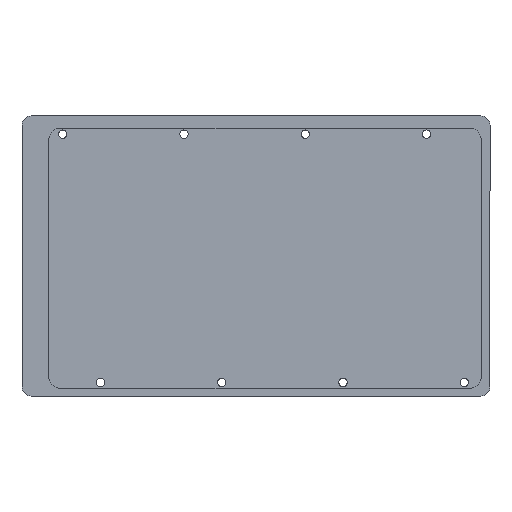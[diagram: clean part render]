
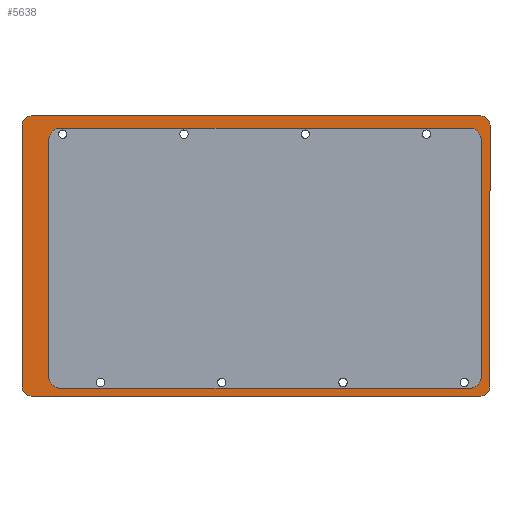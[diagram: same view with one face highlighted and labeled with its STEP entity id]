
A CAD part, front view. The second image highlights one B-rep face of the part: STEP entity #5638.
In plain terms, the highlighted planar face has unit normal (0, -1, 0).
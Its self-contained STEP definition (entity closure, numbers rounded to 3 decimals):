
#214 = DIRECTION ( 'NONE',  ( 0., 0., -1. ) ) ;
#250 = DIRECTION ( 'NONE',  ( 0., 0., -1. ) ) ;
#362 = CARTESIAN_POINT ( 'NONE',  ( 141.131, 2., 84.65 ) ) ;
#1007 = DIRECTION ( 'NONE',  ( 0., 0., -1. ) ) ;
#1079 = ORIENTED_EDGE ( 'NONE', *, *, #20413, .F. ) ;
#1211 = EDGE_LOOP ( 'NONE', ( #17105, #1079, #17703, #12103, #19846, #1600, #8049, #1441 ) ) ;
#1304 = DIRECTION ( 'NONE',  ( 0., 0., -1. ) ) ;
#1441 = ORIENTED_EDGE ( 'NONE', *, *, #11216, .F. ) ;
#1531 = DIRECTION ( 'NONE',  ( 0., 1., 0. ) ) ;
#1536 = CARTESIAN_POINT ( 'NONE',  ( 141.131, 2., 84.65 ) ) ;
#1600 = ORIENTED_EDGE ( 'NONE', *, *, #3448, .F. ) ;
#1689 = ORIENTED_EDGE ( 'NONE', *, *, #16474, .T. ) ;
#1844 = CARTESIAN_POINT ( 'NONE',  ( -137.15, 2., 76.65 ) ) ;
#1886 = VECTOR ( 'NONE', #20419, 1000. ) ;
#1887 = CARTESIAN_POINT ( 'NONE',  ( -137.15, 2., -79.65 ) ) ;
#2241 = CIRCLE ( 'NONE', #5756, 8. ) ;
#2267 = FACE_OUTER_BOUND ( 'NONE', #3970, .T. ) ;
#2390 = CARTESIAN_POINT ( 'NONE',  ( -129.15, 2., -87.65 ) ) ;
#2947 = CARTESIAN_POINT ( 'NONE',  ( -148.85, 2., 86.65 ) ) ;
#2952 = CARTESIAN_POINT ( 'NONE',  ( -148.85, 2., 92.65 ) ) ;
#2954 = EDGE_CURVE ( 'NONE', #18305, #21009, #4669, .T. ) ;
#3081 = DIRECTION ( 'NONE',  ( 1., 0., 0. ) ) ;
#3448 = EDGE_CURVE ( 'NONE', #9328, #4946, #13755, .T. ) ;
#3488 = LINE ( 'NONE', #6679, #16273 ) ;
#3894 = EDGE_CURVE ( 'NONE', #7439, #21009, #11892, .T. ) ;
#3929 = VECTOR ( 'NONE', #16167, 1000. ) ;
#3970 = EDGE_LOOP ( 'NONE', ( #19319, #16257, #17616, #6907, #1689, #8399, #14485, #18601 ) ) ;
#4161 = DIRECTION ( 'NONE',  ( 0., 0., -1. ) ) ;
#4308 = AXIS2_PLACEMENT_3D ( 'NONE', #2947, #1531, #19647 ) ;
#4363 = CARTESIAN_POINT ( 'NONE',  ( -129.15, 2., -87.65 ) ) ;
#4405 = VERTEX_POINT ( 'NONE', #20309 ) ;
#4669 = CIRCLE ( 'NONE', #4308, 6. ) ;
#4732 = LINE ( 'NONE', #18053, #6404 ) ;
#4900 = CARTESIAN_POINT ( 'NONE',  ( -129.15, 2., 84.65 ) ) ;
#4924 = CARTESIAN_POINT ( 'NONE',  ( 149.131, 2., -79.65 ) ) ;
#4946 = VERTEX_POINT ( 'NONE', #4363 ) ;
#5272 = VERTEX_POINT ( 'NONE', #4924 ) ;
#5638 = ADVANCED_FACE ( 'NONE', ( #2267, #19368 ), #17970, .T. ) ;
#5678 = DIRECTION ( 'NONE',  ( 0., -1., 0. ) ) ;
#5756 = AXIS2_PLACEMENT_3D ( 'NONE', #19252, #9652, #16314 ) ;
#5851 = LINE ( 'NONE', #12091, #6048 ) ;
#5909 = CARTESIAN_POINT ( 'NONE',  ( 141.131, 2., -79.65 ) ) ;
#6048 = VECTOR ( 'NONE', #12193, 1000. ) ;
#6090 = AXIS2_PLACEMENT_3D ( 'NONE', #10580, #5678, #12232 ) ;
#6336 = DIRECTION ( 'NONE',  ( 0., 1., 0. ) ) ;
#6359 = LINE ( 'NONE', #1536, #3929 ) ;
#6404 = VECTOR ( 'NONE', #3081, 1000. ) ;
#6679 = CARTESIAN_POINT ( 'NONE',  ( -154.85, 2., -92.65 ) ) ;
#6894 = AXIS2_PLACEMENT_3D ( 'NONE', #12390, #7366, #1007 ) ;
#6907 = ORIENTED_EDGE ( 'NONE', *, *, #2954, .F. ) ;
#6915 = LINE ( 'NONE', #7328, #1886 ) ;
#6964 = DIRECTION ( 'NONE',  ( 0., 1., 0. ) ) ;
#7075 = VERTEX_POINT ( 'NONE', #362 ) ;
#7138 = VECTOR ( 'NONE', #13410, 1000. ) ;
#7189 = LINE ( 'NONE', #13845, #15882 ) ;
#7302 = DIRECTION ( 'NONE',  ( 0., -1., 0. ) ) ;
#7318 = DIRECTION ( 'NONE',  ( 1., 0., 0. ) ) ;
#7328 = CARTESIAN_POINT ( 'NONE',  ( 149.131, 2., -79.65 ) ) ;
#7366 = DIRECTION ( 'NONE',  ( 0., 1., 0. ) ) ;
#7439 = VERTEX_POINT ( 'NONE', #16224 ) ;
#7691 = DIRECTION ( 'NONE',  ( 0., 0., -1. ) ) ;
#7756 = AXIS2_PLACEMENT_3D ( 'NONE', #10507, #15217, #250 ) ;
#8049 = ORIENTED_EDGE ( 'NONE', *, *, #14506, .F. ) ;
#8399 = ORIENTED_EDGE ( 'NONE', *, *, #17863, .F. ) ;
#8638 = EDGE_CURVE ( 'NONE', #7439, #8878, #9875, .T. ) ;
#8644 = AXIS2_PLACEMENT_3D ( 'NONE', #5909, #17704, #1304 ) ;
#8834 = CARTESIAN_POINT ( 'NONE',  ( 141.131, 2., -87.65 ) ) ;
#8878 = VERTEX_POINT ( 'NONE', #17518 ) ;
#8926 = EDGE_CURVE ( 'NONE', #13465, #8878, #5851, .T. ) ;
#8948 = CARTESIAN_POINT ( 'NONE',  ( 0., 2., 0. ) ) ;
#9137 = CARTESIAN_POINT ( 'NONE',  ( -154.85, 2., 86.65 ) ) ;
#9328 = VERTEX_POINT ( 'NONE', #1887 ) ;
#9447 = VERTEX_POINT ( 'NONE', #20120 ) ;
#9652 = DIRECTION ( 'NONE',  ( 0., -1., 0. ) ) ;
#9875 = CIRCLE ( 'NONE', #13000, 6. ) ;
#9900 = EDGE_CURVE ( 'NONE', #4405, #17274, #4732, .T. ) ;
#10096 = EDGE_CURVE ( 'NONE', #5272, #9447, #6915, .T. ) ;
#10318 = VERTEX_POINT ( 'NONE', #4900 ) ;
#10507 = CARTESIAN_POINT ( 'NONE',  ( 141.131, 2., 76.65 ) ) ;
#10580 = CARTESIAN_POINT ( 'NONE',  ( -129.15, 2., -79.65 ) ) ;
#11085 = VECTOR ( 'NONE', #7318, 1000. ) ;
#11216 = EDGE_CURVE ( 'NONE', #10318, #16639, #2241, .T. ) ;
#11239 = CIRCLE ( 'NONE', #7756, 8. ) ;
#11892 = LINE ( 'NONE', #18762, #7138 ) ;
#12091 = CARTESIAN_POINT ( 'NONE',  ( 154.85, 2., -92.65 ) ) ;
#12103 = ORIENTED_EDGE ( 'NONE', *, *, #17590, .F. ) ;
#12193 = DIRECTION ( 'NONE',  ( 0., 0., 1. ) ) ;
#12232 = DIRECTION ( 'NONE',  ( 0., 0., -1. ) ) ;
#12390 = CARTESIAN_POINT ( 'NONE',  ( -148.85, 2., -86.65 ) ) ;
#12442 = AXIS2_PLACEMENT_3D ( 'NONE', #20357, #6964, #20153 ) ;
#13000 = AXIS2_PLACEMENT_3D ( 'NONE', #16591, #6336, #4161 ) ;
#13118 = CARTESIAN_POINT ( 'NONE',  ( 154.85, 2., -86.65 ) ) ;
#13244 = CARTESIAN_POINT ( 'NONE',  ( 148.85, 2., -92.65 ) ) ;
#13410 = DIRECTION ( 'NONE',  ( -1., 0., 0. ) ) ;
#13465 = VERTEX_POINT ( 'NONE', #13118 ) ;
#13755 = CIRCLE ( 'NONE', #6090, 8. ) ;
#13845 = CARTESIAN_POINT ( 'NONE',  ( -137.15, 2., 76.65 ) ) ;
#14175 = CIRCLE ( 'NONE', #12442, 6. ) ;
#14259 = DIRECTION ( 'NONE',  ( 0., 0., -1. ) ) ;
#14485 = ORIENTED_EDGE ( 'NONE', *, *, #9900, .T. ) ;
#14506 = EDGE_CURVE ( 'NONE', #16639, #9328, #7189, .T. ) ;
#14898 = CIRCLE ( 'NONE', #8644, 8. ) ;
#15217 = DIRECTION ( 'NONE',  ( 0., -1., 0. ) ) ;
#15512 = VERTEX_POINT ( 'NONE', #8834 ) ;
#15882 = VECTOR ( 'NONE', #14259, 1000. ) ;
#16019 = EDGE_CURVE ( 'NONE', #13465, #17274, #14175, .T. ) ;
#16167 = DIRECTION ( 'NONE',  ( -1., 0., 0. ) ) ;
#16224 = CARTESIAN_POINT ( 'NONE',  ( 148.85, 2., 92.65 ) ) ;
#16257 = ORIENTED_EDGE ( 'NONE', *, *, #8638, .F. ) ;
#16273 = VECTOR ( 'NONE', #214, 1000. ) ;
#16314 = DIRECTION ( 'NONE',  ( 0., 0., -1. ) ) ;
#16474 = EDGE_CURVE ( 'NONE', #18305, #20843, #3488, .T. ) ;
#16591 = CARTESIAN_POINT ( 'NONE',  ( 148.85, 2., 86.65 ) ) ;
#16639 = VERTEX_POINT ( 'NONE', #1844 ) ;
#17105 = ORIENTED_EDGE ( 'NONE', *, *, #20834, .F. ) ;
#17274 = VERTEX_POINT ( 'NONE', #13244 ) ;
#17518 = CARTESIAN_POINT ( 'NONE',  ( 154.85, 2., 86.65 ) ) ;
#17590 = EDGE_CURVE ( 'NONE', #15512, #5272, #14898, .T. ) ;
#17616 = ORIENTED_EDGE ( 'NONE', *, *, #3894, .T. ) ;
#17703 = ORIENTED_EDGE ( 'NONE', *, *, #10096, .F. ) ;
#17704 = DIRECTION ( 'NONE',  ( 0., -1., 0. ) ) ;
#17863 = EDGE_CURVE ( 'NONE', #4405, #20843, #20119, .T. ) ;
#17970 = PLANE ( 'NONE',  #20720 ) ;
#18053 = CARTESIAN_POINT ( 'NONE',  ( -154.85, 2., -92.65 ) ) ;
#18305 = VERTEX_POINT ( 'NONE', #9137 ) ;
#18601 = ORIENTED_EDGE ( 'NONE', *, *, #16019, .F. ) ;
#18762 = CARTESIAN_POINT ( 'NONE',  ( -154.85, 2., 92.65 ) ) ;
#19252 = CARTESIAN_POINT ( 'NONE',  ( -129.15, 2., 76.65 ) ) ;
#19305 = LINE ( 'NONE', #2390, #11085 ) ;
#19319 = ORIENTED_EDGE ( 'NONE', *, *, #8926, .T. ) ;
#19368 = FACE_BOUND ( 'NONE', #1211, .T. ) ;
#19496 = EDGE_CURVE ( 'NONE', #4946, #15512, #19305, .T. ) ;
#19647 = DIRECTION ( 'NONE',  ( 0., 0., -1. ) ) ;
#19765 = CARTESIAN_POINT ( 'NONE',  ( -154.85, 2., -86.65 ) ) ;
#19846 = ORIENTED_EDGE ( 'NONE', *, *, #19496, .F. ) ;
#20119 = CIRCLE ( 'NONE', #6894, 6. ) ;
#20120 = CARTESIAN_POINT ( 'NONE',  ( 149.131, 2., 76.65 ) ) ;
#20153 = DIRECTION ( 'NONE',  ( 0., 0., -1. ) ) ;
#20309 = CARTESIAN_POINT ( 'NONE',  ( -148.85, 2., -92.65 ) ) ;
#20357 = CARTESIAN_POINT ( 'NONE',  ( 148.85, 2., -86.65 ) ) ;
#20413 = EDGE_CURVE ( 'NONE', #9447, #7075, #11239, .T. ) ;
#20419 = DIRECTION ( 'NONE',  ( 0., 0., 1. ) ) ;
#20720 = AXIS2_PLACEMENT_3D ( 'NONE', #8948, #7302, #7691 ) ;
#20834 = EDGE_CURVE ( 'NONE', #7075, #10318, #6359, .T. ) ;
#20843 = VERTEX_POINT ( 'NONE', #19765 ) ;
#21009 = VERTEX_POINT ( 'NONE', #2952 ) ;
